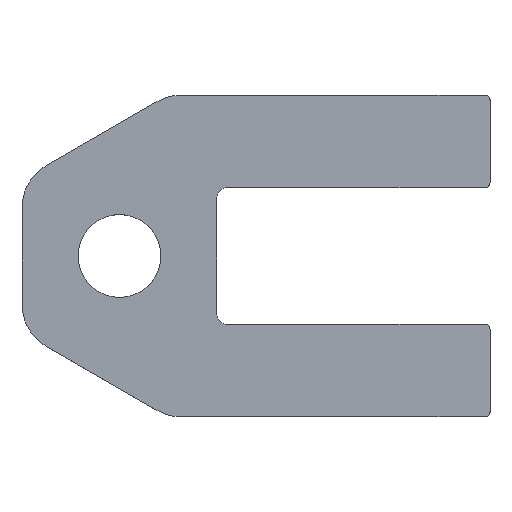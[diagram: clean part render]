
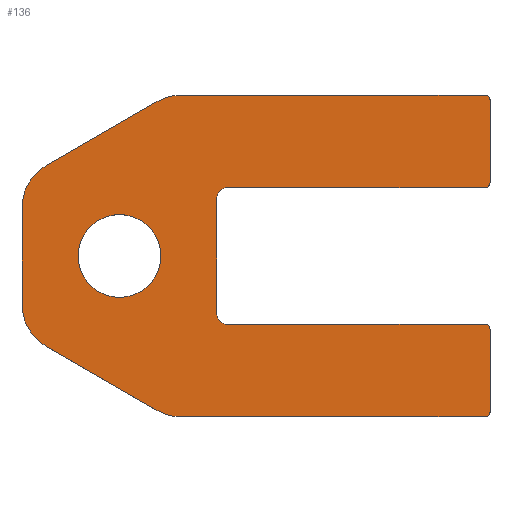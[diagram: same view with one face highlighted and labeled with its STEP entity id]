
A CAD part, top view. The second image highlights one B-rep face of the part: STEP entity #136.
In plain terms, the highlighted planar face has unit normal (0, 0, 1).
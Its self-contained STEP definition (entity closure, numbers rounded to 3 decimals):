
#106=FACE_BOUND('',#191,.T.);
#107=FACE_BOUND('',#192,.T.);
#112=CIRCLE('',#526,4.25);
#113=CIRCLE('',#527,5.);
#114=CIRCLE('',#528,5.);
#115=CIRCLE('',#529,0.5);
#116=CIRCLE('',#530,0.5);
#117=CIRCLE('',#531,1.);
#118=CIRCLE('',#532,1.);
#119=CIRCLE('',#533,0.5);
#120=CIRCLE('',#534,0.5);
#121=CIRCLE('',#535,5.);
#122=CIRCLE('',#536,5.);
#136=ADVANCED_FACE('',(#106,#107),#159,.T.);
#159=PLANE('',#537);
#191=EDGE_LOOP('',(#223));
#192=EDGE_LOOP('',(#224,#225,#226,#227,#228,#229,#230,#231,#232,#233,#234,
#235,#236,#237,#238,#239,#240,#241,#242,#243));
#223=ORIENTED_EDGE('',*,*,#389,.F.);
#224=ORIENTED_EDGE('',*,*,#383,.F.);
#225=ORIENTED_EDGE('',*,*,#390,.T.);
#226=ORIENTED_EDGE('',*,*,#391,.F.);
#227=ORIENTED_EDGE('',*,*,#392,.T.);
#228=ORIENTED_EDGE('',*,*,#393,.F.);
#229=ORIENTED_EDGE('',*,*,#394,.T.);
#230=ORIENTED_EDGE('',*,*,#395,.F.);
#231=ORIENTED_EDGE('',*,*,#396,.T.);
#232=ORIENTED_EDGE('',*,*,#397,.F.);
#233=ORIENTED_EDGE('',*,*,#398,.T.);
#234=ORIENTED_EDGE('',*,*,#385,.F.);
#235=ORIENTED_EDGE('',*,*,#399,.T.);
#236=ORIENTED_EDGE('',*,*,#400,.F.);
#237=ORIENTED_EDGE('',*,*,#401,.T.);
#238=ORIENTED_EDGE('',*,*,#402,.F.);
#239=ORIENTED_EDGE('',*,*,#403,.T.);
#240=ORIENTED_EDGE('',*,*,#404,.F.);
#241=ORIENTED_EDGE('',*,*,#405,.T.);
#242=ORIENTED_EDGE('',*,*,#406,.F.);
#243=ORIENTED_EDGE('',*,*,#407,.T.);
#341=VERTEX_POINT('',#706);
#342=VERTEX_POINT('',#708);
#343=VERTEX_POINT('',#712);
#344=VERTEX_POINT('',#713);
#347=VERTEX_POINT('',#721);
#348=VERTEX_POINT('',#723);
#349=VERTEX_POINT('',#725);
#350=VERTEX_POINT('',#727);
#351=VERTEX_POINT('',#729);
#352=VERTEX_POINT('',#731);
#353=VERTEX_POINT('',#733);
#354=VERTEX_POINT('',#735);
#355=VERTEX_POINT('',#737);
#356=VERTEX_POINT('',#740);
#357=VERTEX_POINT('',#742);
#358=VERTEX_POINT('',#744);
#359=VERTEX_POINT('',#746);
#360=VERTEX_POINT('',#748);
#361=VERTEX_POINT('',#750);
#362=VERTEX_POINT('',#752);
#363=VERTEX_POINT('',#754);
#383=EDGE_CURVE('',#341,#342,#445,.T.);
#385=EDGE_CURVE('',#343,#344,#447,.T.);
#389=EDGE_CURVE('',#347,#347,#112,.T.);
#390=EDGE_CURVE('',#341,#348,#113,.T.);
#391=EDGE_CURVE('',#349,#348,#451,.T.);
#392=EDGE_CURVE('',#349,#350,#114,.T.);
#393=EDGE_CURVE('',#351,#350,#452,.T.);
#394=EDGE_CURVE('',#351,#352,#115,.T.);
#395=EDGE_CURVE('',#353,#352,#453,.T.);
#396=EDGE_CURVE('',#353,#354,#116,.T.);
#397=EDGE_CURVE('',#355,#354,#454,.T.);
#398=EDGE_CURVE('',#355,#344,#117,.T.);
#399=EDGE_CURVE('',#343,#356,#118,.T.);
#400=EDGE_CURVE('',#357,#356,#455,.T.);
#401=EDGE_CURVE('',#357,#358,#119,.T.);
#402=EDGE_CURVE('',#359,#358,#456,.T.);
#403=EDGE_CURVE('',#359,#360,#120,.T.);
#404=EDGE_CURVE('',#361,#360,#457,.T.);
#405=EDGE_CURVE('',#361,#362,#121,.T.);
#406=EDGE_CURVE('',#363,#362,#458,.T.);
#407=EDGE_CURVE('',#363,#342,#122,.T.);
#445=LINE('',#707,#485);
#447=LINE('',#711,#487);
#451=LINE('',#724,#491);
#452=LINE('',#728,#492);
#453=LINE('',#732,#493);
#454=LINE('',#736,#494);
#455=LINE('',#741,#495);
#456=LINE('',#745,#496);
#457=LINE('',#749,#497);
#458=LINE('',#753,#498);
#485=VECTOR('',#573,1.);
#487=VECTOR('',#577,1.);
#491=VECTOR('',#587,1.);
#492=VECTOR('',#590,1.);
#493=VECTOR('',#593,1.);
#494=VECTOR('',#596,1.);
#495=VECTOR('',#601,1.);
#496=VECTOR('',#604,1.);
#497=VECTOR('',#607,1.);
#498=VECTOR('',#610,1.);
#526=AXIS2_PLACEMENT_3D('',#720,#583,#584);
#527=AXIS2_PLACEMENT_3D('',#722,#585,#586);
#528=AXIS2_PLACEMENT_3D('',#726,#588,#589);
#529=AXIS2_PLACEMENT_3D('',#730,#591,#592);
#530=AXIS2_PLACEMENT_3D('',#734,#594,#595);
#531=AXIS2_PLACEMENT_3D('',#738,#597,#598);
#532=AXIS2_PLACEMENT_3D('',#739,#599,#600);
#533=AXIS2_PLACEMENT_3D('',#743,#602,#603);
#534=AXIS2_PLACEMENT_3D('',#747,#605,#606);
#535=AXIS2_PLACEMENT_3D('',#751,#608,#609);
#536=AXIS2_PLACEMENT_3D('',#755,#611,#612);
#537=AXIS2_PLACEMENT_3D('',#756,#613,#614);
#573=DIRECTION('',(0.,1.,0.));
#577=DIRECTION('',(0.,-1.,0.));
#583=DIRECTION('',(0.,0.,1.));
#584=DIRECTION('',(0.,1.,0.));
#585=DIRECTION('',(0.,0.,1.));
#586=DIRECTION('',(1.,0.,0.));
#587=DIRECTION('',(-0.866,0.5,0.));
#588=DIRECTION('',(0.,0.,1.));
#589=DIRECTION('',(1.,0.,0.));
#590=DIRECTION('',(-1.,0.,0.));
#591=DIRECTION('',(0.,0.,1.));
#592=DIRECTION('',(1.,0.,0.));
#593=DIRECTION('',(0.,-1.,0.));
#594=DIRECTION('',(0.,0.,1.));
#595=DIRECTION('',(1.,0.,0.));
#596=DIRECTION('',(1.,0.,0.));
#597=DIRECTION('',(0.,0.,-1.));
#598=DIRECTION('',(1.,0.,0.));
#599=DIRECTION('',(0.,0.,-1.));
#600=DIRECTION('',(1.,0.,0.));
#601=DIRECTION('',(-1.,0.,0.));
#602=DIRECTION('',(0.,0.,1.));
#603=DIRECTION('',(1.,0.,0.));
#604=DIRECTION('',(0.,-1.,0.));
#605=DIRECTION('',(0.,0.,1.));
#606=DIRECTION('',(1.,0.,0.));
#607=DIRECTION('',(1.,0.,0.));
#608=DIRECTION('',(0.,0.,1.));
#609=DIRECTION('',(1.,0.,0.));
#610=DIRECTION('',(0.866,0.5,0.));
#611=DIRECTION('',(0.,0.,1.));
#612=DIRECTION('',(1.,0.,0.));
#613=DIRECTION('',(0.,0.,1.));
#614=DIRECTION('',(1.,0.,0.));
#706=CARTESIAN_POINT('',(-20.,83.786,3.));
#707=CARTESIAN_POINT('',(-20.,114.489,3.));
#708=CARTESIAN_POINT('',(-20.,93.692,3.));
#711=CARTESIAN_POINT('',(0.,81.739,3.));
#712=CARTESIAN_POINT('',(0.,94.739,3.));
#713=CARTESIAN_POINT('',(0.,82.739,3.));
#720=CARTESIAN_POINT('',(-10.,88.739,3.));
#721=CARTESIAN_POINT('',(-10.,92.989,3.));
#722=CARTESIAN_POINT('',(-15.,83.786,3.));
#723=CARTESIAN_POINT('',(-17.5,79.456,3.));
#724=CARTESIAN_POINT('',(-22.918,82.584,3.));
#725=CARTESIAN_POINT('',(-6.16,72.909,3.));
#726=CARTESIAN_POINT('',(-3.66,77.239,3.));
#727=CARTESIAN_POINT('',(-3.66,72.239,3.));
#728=CARTESIAN_POINT('',(-5.,72.239,3.));
#729=CARTESIAN_POINT('',(27.5,72.239,3.));
#730=CARTESIAN_POINT('',(27.5,72.739,3.));
#731=CARTESIAN_POINT('',(28.,72.739,3.));
#732=CARTESIAN_POINT('',(28.,72.239,3.));
#733=CARTESIAN_POINT('',(28.,81.239,3.));
#734=CARTESIAN_POINT('',(27.5,81.239,3.));
#735=CARTESIAN_POINT('',(27.5,81.739,3.));
#736=CARTESIAN_POINT('',(28.,81.739,3.));
#737=CARTESIAN_POINT('',(1.,81.739,3.));
#738=CARTESIAN_POINT('',(1.,82.739,3.));
#739=CARTESIAN_POINT('',(1.,94.739,3.));
#740=CARTESIAN_POINT('',(1.,95.739,3.));
#741=CARTESIAN_POINT('',(28.,95.739,3.));
#742=CARTESIAN_POINT('',(27.5,95.739,3.));
#743=CARTESIAN_POINT('',(27.5,96.239,3.));
#744=CARTESIAN_POINT('',(28.,96.239,3.));
#745=CARTESIAN_POINT('',(28.,105.239,3.));
#746=CARTESIAN_POINT('',(28.,104.739,3.));
#747=CARTESIAN_POINT('',(27.5,104.739,3.));
#748=CARTESIAN_POINT('',(27.5,105.239,3.));
#749=CARTESIAN_POINT('',(-5.,105.239,3.));
#750=CARTESIAN_POINT('',(-3.66,105.239,3.));
#751=CARTESIAN_POINT('',(-3.66,100.239,3.));
#752=CARTESIAN_POINT('',(-6.16,104.569,3.));
#753=CARTESIAN_POINT('',(-22.918,94.894,3.));
#754=CARTESIAN_POINT('',(-17.5,98.022,3.));
#755=CARTESIAN_POINT('',(-15.,93.692,3.));
#756=CARTESIAN_POINT('',(-10.,100.489,3.));
